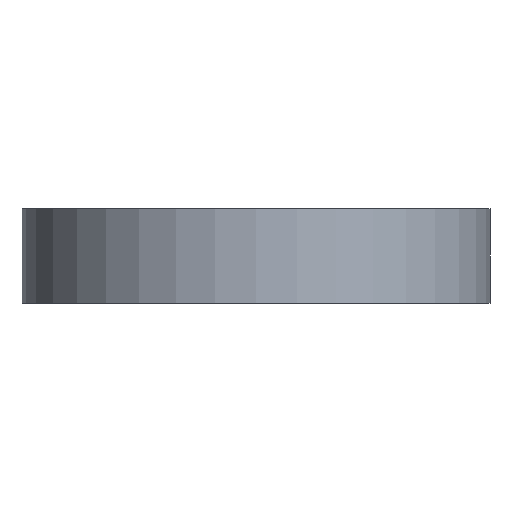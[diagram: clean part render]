
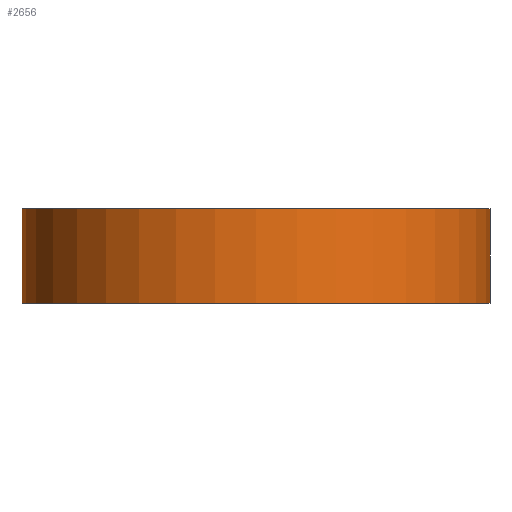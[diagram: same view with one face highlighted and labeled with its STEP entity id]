
A CAD part, front view. The second image highlights one B-rep face of the part: STEP entity #2656.
In plain terms, the highlighted cylindrical face has radius 24.85 mm (diameter 49.7 mm), a full revolution.
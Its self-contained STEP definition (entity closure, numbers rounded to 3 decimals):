
#637 = EDGE_CURVE('',#638,#638,#640,.T.);
#638 = VERTEX_POINT('',#639);
#639 = CARTESIAN_POINT('',(24.85,0.,0.));
#640 = CIRCLE('',#641,24.85);
#641 = AXIS2_PLACEMENT_3D('',#642,#643,#644);
#642 = CARTESIAN_POINT('',(0.,0.,0.));
#643 = DIRECTION('',(0.,0.,1.));
#644 = DIRECTION('',(1.,0.,0.));
#2656 = ADVANCED_FACE('',(#2657),#2676,.T.);
#2657 = FACE_BOUND('',#2658,.F.);
#2658 = EDGE_LOOP('',(#2659,#2667,#2674,#2675));
#2659 = ORIENTED_EDGE('',*,*,#2660,.T.);
#2660 = EDGE_CURVE('',#638,#2661,#2663,.T.);
#2661 = VERTEX_POINT('',#2662);
#2662 = CARTESIAN_POINT('',(24.85,0.,10.));
#2663 = LINE('',#2664,#2665);
#2664 = CARTESIAN_POINT('',(24.85,0.,0.));
#2665 = VECTOR('',#2666,1.);
#2666 = DIRECTION('',(0.,0.,1.));
#2667 = ORIENTED_EDGE('',*,*,#2668,.T.);
#2668 = EDGE_CURVE('',#2661,#2661,#2669,.T.);
#2669 = CIRCLE('',#2670,24.85);
#2670 = AXIS2_PLACEMENT_3D('',#2671,#2672,#2673);
#2671 = CARTESIAN_POINT('',(0.,0.,10.));
#2672 = DIRECTION('',(0.,0.,1.));
#2673 = DIRECTION('',(1.,0.,0.));
#2674 = ORIENTED_EDGE('',*,*,#2660,.F.);
#2675 = ORIENTED_EDGE('',*,*,#637,.F.);
#2676 = CYLINDRICAL_SURFACE('',#2677,24.85);
#2677 = AXIS2_PLACEMENT_3D('',#2678,#2679,#2680);
#2678 = CARTESIAN_POINT('',(0.,0.,0.));
#2679 = DIRECTION('',(-0.,-0.,-1.));
#2680 = DIRECTION('',(1.,0.,0.));
